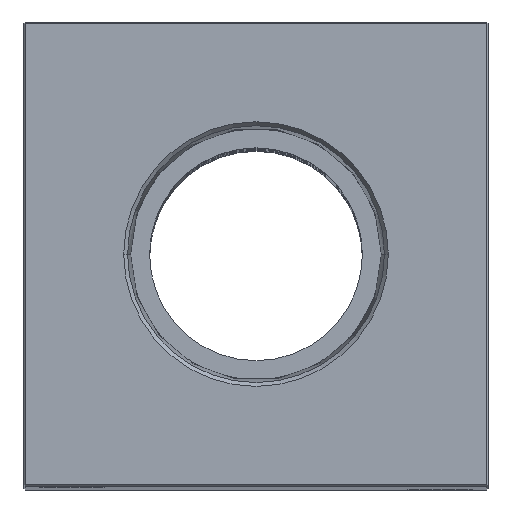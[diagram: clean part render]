
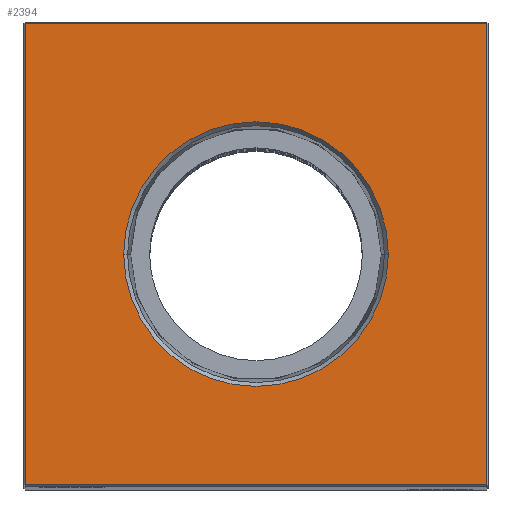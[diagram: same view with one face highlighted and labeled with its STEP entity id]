
A CAD part, top view. The second image highlights one B-rep face of the part: STEP entity #2394.
In plain terms, the highlighted planar face has unit normal (0, 0, 1).
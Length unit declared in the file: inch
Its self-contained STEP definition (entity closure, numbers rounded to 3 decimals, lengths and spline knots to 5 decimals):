
#119 = CARTESIAN_POINT ( 'NONE',  ( 1.49, 1.49, 14. ) ) ;
#180 = VECTOR ( 'NONE', #9328, 39.37008 ) ;
#769 = EDGE_LOOP ( 'NONE', ( #25920, #21349, #4014, #3607 ) ) ;
#1332 = VECTOR ( 'NONE', #14260, 39.37008 ) ;
#1464 = DIRECTION ( 'NONE',  ( 0., 0., -1. ) ) ;
#1676 = EDGE_CURVE ( 'NONE', #20679, #23737, #12354, .T. ) ;
#2141 = EDGE_CURVE ( 'NONE', #6619, #14597, #20003, .T. ) ;
#2394 = ADVANCED_FACE ( 'NONE', ( #15720, #3462 ), #11582, .F. ) ;
#3124 = DIRECTION ( 'NONE',  ( 0., 0., 1. ) ) ;
#3271 = AXIS2_PLACEMENT_3D ( 'NONE', #21370, #3124, #17783 ) ;
#3462 = FACE_BOUND ( 'NONE', #21130, .T. ) ;
#3607 = ORIENTED_EDGE ( 'NONE', *, *, #24802, .T. ) ;
#4014 = ORIENTED_EDGE ( 'NONE', *, *, #14363, .T. ) ;
#4419 = CARTESIAN_POINT ( 'NONE',  ( 0.85498, 0., 14. ) ) ;
#5317 = VECTOR ( 'NONE', #6098, 39.37008 ) ;
#6098 = DIRECTION ( 'NONE',  ( 1., 0., 0. ) ) ;
#6381 = EDGE_CURVE ( 'NONE', #14597, #8354, #7969, .T. ) ;
#6442 = AXIS2_PLACEMENT_3D ( 'NONE', #19708, #1464, #9592 ) ;
#6619 = VERTEX_POINT ( 'NONE', #15686 ) ;
#7676 = LINE ( 'NONE', #21518, #24470 ) ;
#7969 = LINE ( 'NONE', #18096, #5317 ) ;
#8354 = VERTEX_POINT ( 'NONE', #13660 ) ;
#8432 = CIRCLE ( 'NONE', #21176, 0.85498 ) ;
#8448 = CARTESIAN_POINT ( 'NONE',  ( -1.49, -1.49, 14. ) ) ;
#8836 = ORIENTED_EDGE ( 'NONE', *, *, #1676, .F. ) ;
#9328 = DIRECTION ( 'NONE',  ( -1., 0., 0. ) ) ;
#9592 = DIRECTION ( 'NONE',  ( -1., 0., 0. ) ) ;
#10073 = VERTEX_POINT ( 'NONE', #119 ) ;
#11175 = LINE ( 'NONE', #23419, #180 ) ;
#11582 = PLANE ( 'NONE',  #6442 ) ;
#12354 = CIRCLE ( 'NONE', #3271, 0.85498 ) ;
#13660 = CARTESIAN_POINT ( 'NONE',  ( 1.49, -1.49, 14. ) ) ;
#13711 = CARTESIAN_POINT ( 'NONE',  ( 0., 0., 14. ) ) ;
#14260 = DIRECTION ( 'NONE',  ( 0., -1., 0. ) ) ;
#14363 = EDGE_CURVE ( 'NONE', #8354, #10073, #7676, .T. ) ;
#14366 = ORIENTED_EDGE ( 'NONE', *, *, #16856, .F. ) ;
#14597 = VERTEX_POINT ( 'NONE', #8448 ) ;
#15673 = DIRECTION ( 'NONE',  ( 0., 1., 0. ) ) ;
#15686 = CARTESIAN_POINT ( 'NONE',  ( -1.49, 1.49, 14. ) ) ;
#15720 = FACE_OUTER_BOUND ( 'NONE', #769, .T. ) ;
#16856 = EDGE_CURVE ( 'NONE', #23737, #20679, #8432, .T. ) ;
#17783 = DIRECTION ( 'NONE',  ( 1., 0., 0. ) ) ;
#18096 = CARTESIAN_POINT ( 'NONE',  ( 0., -1.49, 14. ) ) ;
#18106 = DIRECTION ( 'NONE',  ( 1., 0., 0. ) ) ;
#18136 = CARTESIAN_POINT ( 'NONE',  ( -1.49, 0., 14. ) ) ;
#19708 = CARTESIAN_POINT ( 'NONE',  ( 0., 0., 14. ) ) ;
#20003 = LINE ( 'NONE', #18136, #1332 ) ;
#20679 = VERTEX_POINT ( 'NONE', #4419 ) ;
#20967 = CARTESIAN_POINT ( 'NONE',  ( -0.85498, 0., 14. ) ) ;
#21130 = EDGE_LOOP ( 'NONE', ( #8836, #14366 ) ) ;
#21176 = AXIS2_PLACEMENT_3D ( 'NONE', #13711, #23696, #18106 ) ;
#21349 = ORIENTED_EDGE ( 'NONE', *, *, #6381, .T. ) ;
#21370 = CARTESIAN_POINT ( 'NONE',  ( 0., 0., 14. ) ) ;
#21518 = CARTESIAN_POINT ( 'NONE',  ( 1.49, 0., 14. ) ) ;
#23419 = CARTESIAN_POINT ( 'NONE',  ( 0., 1.49, 14. ) ) ;
#23696 = DIRECTION ( 'NONE',  ( 0., 0., 1. ) ) ;
#23737 = VERTEX_POINT ( 'NONE', #20967 ) ;
#24470 = VECTOR ( 'NONE', #15673, 39.37008 ) ;
#24802 = EDGE_CURVE ( 'NONE', #10073, #6619, #11175, .T. ) ;
#25920 = ORIENTED_EDGE ( 'NONE', *, *, #2141, .T. ) ;
